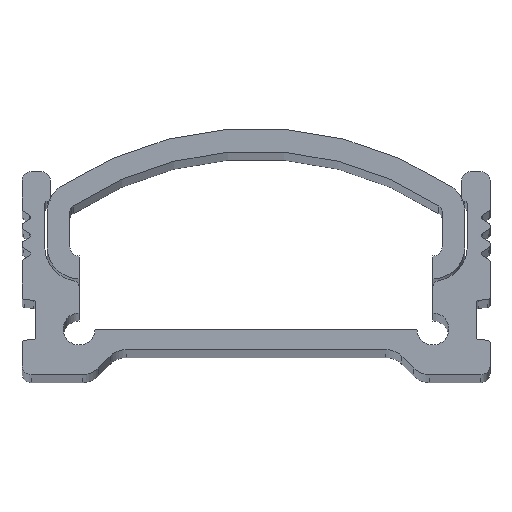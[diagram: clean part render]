
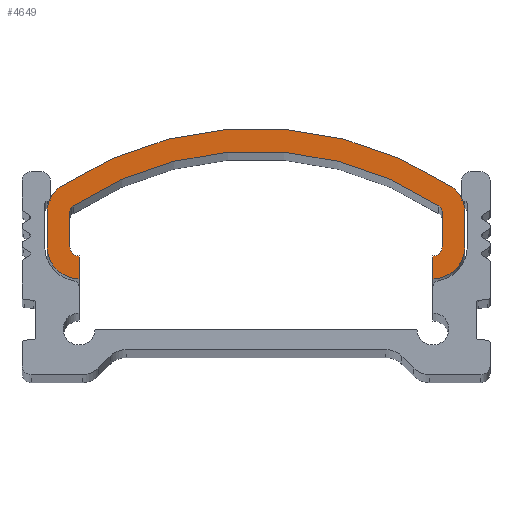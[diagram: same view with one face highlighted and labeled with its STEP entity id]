
A CAD part, top view. The second image highlights one B-rep face of the part: STEP entity #4649.
In plain terms, the highlighted planar face has unit normal (0, 0, 1).
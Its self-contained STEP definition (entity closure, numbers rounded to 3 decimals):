
#4176=CARTESIAN_POINT('',(0.,-10.695,100.));
#4177=DIRECTION('',(0.,0.,1.));
#4178=DIRECTION('',(0.551,0.834,0.));
#4179=AXIS2_PLACEMENT_3D('',#4176,#4177,#4178);
#4184=CARTESIAN_POINT('',(7.85,1.192,100.));
#4185=DIRECTION('',(0.,0.,1.));
#4186=DIRECTION('',(1.,0.,0.));
#4187=AXIS2_PLACEMENT_3D('',#4184,#4185,#4186);
#4192=DIRECTION('',(0.,1.,0.));
#4193=VECTOR('',#4192,1.542);
#4194=CARTESIAN_POINT('',(9.15,-0.35,100.));
#4195=LINE('',#4194,#4193);
#4199=CARTESIAN_POINT('',(7.75,-0.35,100.));
#4200=DIRECTION('',(0.,0.,1.));
#4201=DIRECTION('',(0.,-1.,0.));
#4202=AXIS2_PLACEMENT_3D('',#4199,#4200,#4201);
#4207=DIRECTION('',(0.,-1.,0.));
#4208=VECTOR('',#4207,1.);
#4209=CARTESIAN_POINT('',(7.75,-0.75,100.));
#4210=LINE('',#4209,#4208);
#4214=CARTESIAN_POINT('',(7.75,-0.35,100.));
#4215=DIRECTION('',(0.,0.,-1.));
#4216=DIRECTION('',(1.,0.,0.));
#4217=AXIS2_PLACEMENT_3D('',#4214,#4215,#4216);
#4222=DIRECTION('',(0.,-1.,0.));
#4223=VECTOR('',#4222,1.542);
#4224=CARTESIAN_POINT('',(8.15,1.192,100.));
#4225=LINE('',#4224,#4223);
#4229=CARTESIAN_POINT('',(7.85,1.192,100.));
#4230=DIRECTION('',(0.,0.,-1.));
#4231=DIRECTION('',(0.551,0.834,0.));
#4232=AXIS2_PLACEMENT_3D('',#4229,#4230,#4231);
#4237=CARTESIAN_POINT('',(0.,-10.695,100.));
#4238=DIRECTION('',(0.,0.,-1.));
#4239=DIRECTION('',(-0.551,0.834,0.));
#4240=AXIS2_PLACEMENT_3D('',#4237,#4238,#4239);
#4245=CARTESIAN_POINT('',(-7.85,1.192,100.));
#4246=DIRECTION('',(0.,0.,-1.));
#4247=DIRECTION('',(-1.,0.,0.));
#4248=AXIS2_PLACEMENT_3D('',#4245,#4246,#4247);
#4253=DIRECTION('',(0.,1.,0.));
#4254=VECTOR('',#4253,1.542);
#4255=CARTESIAN_POINT('',(-8.15,-0.35,100.));
#4256=LINE('',#4255,#4254);
#4260=CARTESIAN_POINT('',(-7.75,-0.35,100.));
#4261=DIRECTION('',(0.,0.,-1.));
#4262=DIRECTION('',(0.,-1.,0.));
#4263=AXIS2_PLACEMENT_3D('',#4260,#4261,#4262);
#4268=DIRECTION('',(0.,1.,0.));
#4269=VECTOR('',#4268,1.);
#4270=CARTESIAN_POINT('',(-7.75,-1.75,100.));
#4271=LINE('',#4270,#4269);
#4275=CARTESIAN_POINT('',(-7.75,-0.35,100.));
#4276=DIRECTION('',(0.,0.,1.));
#4277=DIRECTION('',(-1.,0.,0.));
#4278=AXIS2_PLACEMENT_3D('',#4275,#4276,#4277);
#4283=DIRECTION('',(0.,-1.,0.));
#4284=VECTOR('',#4283,1.542);
#4285=CARTESIAN_POINT('',(-9.15,1.192,100.));
#4286=LINE('',#4285,#4284);
#4290=CARTESIAN_POINT('',(-7.85,1.192,100.));
#4291=DIRECTION('',(0.,0.,1.));
#4292=DIRECTION('',(-0.551,0.835,0.));
#4293=AXIS2_PLACEMENT_3D('',#4290,#4291,#4292);
#4330=CARTESIAN_POINT('',(8.566,2.277,100.));
#4331=CARTESIAN_POINT('',(-8.566,2.277,100.));
#4332=VERTEX_POINT('',#4330);
#4333=VERTEX_POINT('',#4331);
#4334=CARTESIAN_POINT('',(-9.15,1.192,100.));
#4335=VERTEX_POINT('',#4334);
#4336=CARTESIAN_POINT('',(-9.15,-0.35,100.));
#4337=VERTEX_POINT('',#4336);
#4338=CARTESIAN_POINT('',(-7.75,-1.75,100.));
#4339=VERTEX_POINT('',#4338);
#4340=CARTESIAN_POINT('',(-7.75,-0.75,100.));
#4341=VERTEX_POINT('',#4340);
#4342=CARTESIAN_POINT('',(-8.15,-0.35,100.));
#4343=VERTEX_POINT('',#4342);
#4344=CARTESIAN_POINT('',(-8.15,1.192,100.));
#4345=VERTEX_POINT('',#4344);
#4346=CARTESIAN_POINT('',(-8.015,1.442,100.));
#4347=VERTEX_POINT('',#4346);
#4348=CARTESIAN_POINT('',(8.015,1.442,100.));
#4349=VERTEX_POINT('',#4348);
#4350=CARTESIAN_POINT('',(8.15,1.192,100.));
#4351=VERTEX_POINT('',#4350);
#4352=CARTESIAN_POINT('',(8.15,-0.35,100.));
#4353=VERTEX_POINT('',#4352);
#4354=CARTESIAN_POINT('',(7.75,-0.75,100.));
#4355=VERTEX_POINT('',#4354);
#4356=CARTESIAN_POINT('',(7.75,-1.75,100.));
#4357=VERTEX_POINT('',#4356);
#4358=CARTESIAN_POINT('',(9.15,-0.35,100.));
#4359=VERTEX_POINT('',#4358);
#4360=CARTESIAN_POINT('',(9.15,1.192,100.));
#4361=VERTEX_POINT('',#4360);
#4626=CARTESIAN_POINT('',(0.,0.,100.));
#4627=DIRECTION('',(0.,0.,1.));
#4628=DIRECTION('',(1.,0.,0.));
#4629=AXIS2_PLACEMENT_3D('',#4626,#4627,#4628);
#4630=PLANE('',#4629);
#4631=ORIENTED_EDGE('',*,*,#4410,.F.);
#4632=ORIENTED_EDGE('',*,*,#4425,.F.);
#4633=ORIENTED_EDGE('',*,*,#4439,.F.);
#4634=ORIENTED_EDGE('',*,*,#4453,.F.);
#4635=ORIENTED_EDGE('',*,*,#4467,.F.);
#4636=ORIENTED_EDGE('',*,*,#4481,.F.);
#4637=ORIENTED_EDGE('',*,*,#4495,.F.);
#4638=ORIENTED_EDGE('',*,*,#4509,.F.);
#4639=ORIENTED_EDGE('',*,*,#4523,.F.);
#4640=ORIENTED_EDGE('',*,*,#4537,.F.);
#4641=ORIENTED_EDGE('',*,*,#4551,.F.);
#4642=ORIENTED_EDGE('',*,*,#4565,.F.);
#4643=ORIENTED_EDGE('',*,*,#4579,.F.);
#4644=ORIENTED_EDGE('',*,*,#4593,.F.);
#4645=ORIENTED_EDGE('',*,*,#4607,.F.);
#4646=ORIENTED_EDGE('',*,*,#4620,.F.);
#4647=EDGE_LOOP('',(#4631,#4632,#4633,#4634,#4635,#4636,#4637,#4638,#4639,#4640,
#4641,#4642,#4643,#4644,#4645,#4646));
#4648=FACE_OUTER_BOUND('',#4647,.F.);
#4180=CIRCLE('',#4179,15.545);
#4188=CIRCLE('',#4187,1.3);
#4203=CIRCLE('',#4202,1.4);
#4218=CIRCLE('',#4217,0.4);
#4233=CIRCLE('',#4232,0.3);
#4241=CIRCLE('',#4240,14.545);
#4249=CIRCLE('',#4248,0.3);
#4264=CIRCLE('',#4263,0.4);
#4279=CIRCLE('',#4278,1.4);
#4294=CIRCLE('',#4293,1.3);
#4410=EDGE_CURVE('',#4332,#4333,#4180,.T.);
#4425=EDGE_CURVE('',#4361,#4332,#4188,.T.);
#4439=EDGE_CURVE('',#4359,#4361,#4195,.T.);
#4453=EDGE_CURVE('',#4357,#4359,#4203,.T.);
#4467=EDGE_CURVE('',#4355,#4357,#4210,.T.);
#4481=EDGE_CURVE('',#4353,#4355,#4218,.T.);
#4495=EDGE_CURVE('',#4351,#4353,#4225,.T.);
#4509=EDGE_CURVE('',#4349,#4351,#4233,.T.);
#4523=EDGE_CURVE('',#4347,#4349,#4241,.T.);
#4537=EDGE_CURVE('',#4345,#4347,#4249,.T.);
#4551=EDGE_CURVE('',#4343,#4345,#4256,.T.);
#4565=EDGE_CURVE('',#4341,#4343,#4264,.T.);
#4579=EDGE_CURVE('',#4339,#4341,#4271,.T.);
#4593=EDGE_CURVE('',#4337,#4339,#4279,.T.);
#4607=EDGE_CURVE('',#4335,#4337,#4286,.T.);
#4620=EDGE_CURVE('',#4333,#4335,#4294,.T.);
#4649=ADVANCED_FACE('',(#4648),#4630,.T.);
